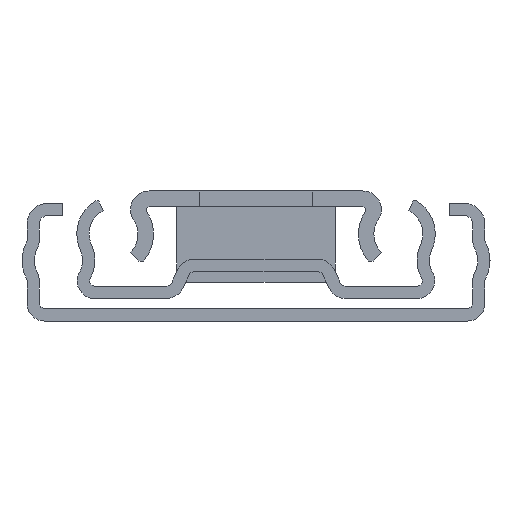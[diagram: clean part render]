
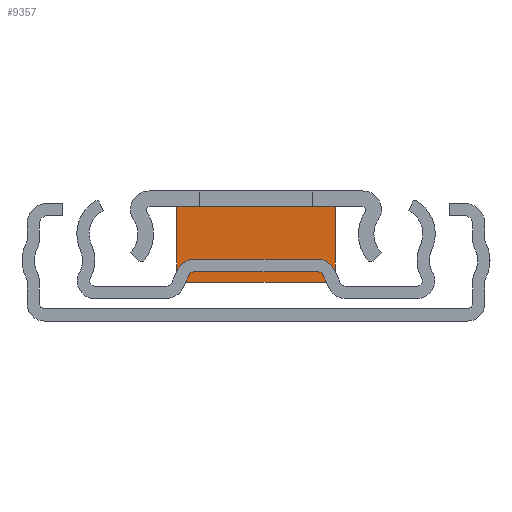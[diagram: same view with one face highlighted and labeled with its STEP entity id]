
A CAD part, left-side view. The second image highlights one B-rep face of the part: STEP entity #9357.
In plain terms, the highlighted planar face has unit normal (-1, 0, 0).
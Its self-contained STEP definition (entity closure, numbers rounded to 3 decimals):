
#192 = CARTESIAN_POINT ( 'NONE',  ( -1.5, -7.75, -8.907 ) ) ;
#450 = LINE ( 'NONE', #5025, #4884 ) ;
#1031 = EDGE_CURVE ( 'NONE', #9525, #3510, #2731, .T. ) ;
#1076 = ORIENTED_EDGE ( 'NONE', *, *, #7696, .T. ) ;
#1481 = EDGE_CURVE ( 'NONE', #3510, #8552, #7406, .T. ) ;
#1493 = CARTESIAN_POINT ( 'NONE',  ( -1.5, -7.75, -8.907 ) ) ;
#1630 = DIRECTION ( 'NONE',  ( 0., 1., 0. ) ) ;
#2731 = LINE ( 'NONE', #7170, #5639 ) ;
#2876 = LINE ( 'NONE', #7414, #7172 ) ;
#3023 = PLANE ( 'NONE',  #7913 ) ;
#3121 = DIRECTION ( 'NONE',  ( 1., 0., 0. ) ) ;
#3510 = VERTEX_POINT ( 'NONE', #6940 ) ;
#3947 = CARTESIAN_POINT ( 'NONE',  ( -1.5, -7.75, -1.507 ) ) ;
#4412 = DIRECTION ( 'NONE',  ( 0., 0., 1. ) ) ;
#4594 = VECTOR ( 'NONE', #4412, 1000. ) ;
#4884 = VECTOR ( 'NONE', #4974, 1000. ) ;
#4974 = DIRECTION ( 'NONE',  ( 0., 1., 0. ) ) ;
#5025 = CARTESIAN_POINT ( 'NONE',  ( -1.5, -7.75, -1.507 ) ) ;
#5639 = VECTOR ( 'NONE', #8008, 1000. ) ;
#6069 = ORIENTED_EDGE ( 'NONE', *, *, #1481, .F. ) ;
#6639 = EDGE_CURVE ( 'NONE', #9525, #9768, #2876, .T. ) ;
#6940 = CARTESIAN_POINT ( 'NONE',  ( -1.5, 7.75, -8.907 ) ) ;
#7170 = CARTESIAN_POINT ( 'NONE',  ( -1.5, -7.75, -8.907 ) ) ;
#7172 = VECTOR ( 'NONE', #7472, 1000. ) ;
#7406 = LINE ( 'NONE', #9624, #4594 ) ;
#7414 = CARTESIAN_POINT ( 'NONE',  ( -1.5, -7.75, -8.907 ) ) ;
#7472 = DIRECTION ( 'NONE',  ( 0., 0., 1. ) ) ;
#7696 = EDGE_CURVE ( 'NONE', #9768, #8552, #450, .T. ) ;
#7913 = AXIS2_PLACEMENT_3D ( 'NONE', #1493, #3121, #1630 ) ;
#8008 = DIRECTION ( 'NONE',  ( 0., 1., 0. ) ) ;
#8071 = CARTESIAN_POINT ( 'NONE',  ( -1.5, 7.75, -1.507 ) ) ;
#8300 = FACE_OUTER_BOUND ( 'NONE', #8328, .T. ) ;
#8328 = EDGE_LOOP ( 'NONE', ( #1076, #6069, #9184, #9617 ) ) ;
#8552 = VERTEX_POINT ( 'NONE', #8071 ) ;
#9184 = ORIENTED_EDGE ( 'NONE', *, *, #1031, .F. ) ;
#9357 = ADVANCED_FACE ( 'NONE', ( #8300 ), #3023, .F. ) ;
#9525 = VERTEX_POINT ( 'NONE', #192 ) ;
#9617 = ORIENTED_EDGE ( 'NONE', *, *, #6639, .T. ) ;
#9624 = CARTESIAN_POINT ( 'NONE',  ( -1.5, 7.75, -8.907 ) ) ;
#9768 = VERTEX_POINT ( 'NONE', #3947 ) ;
